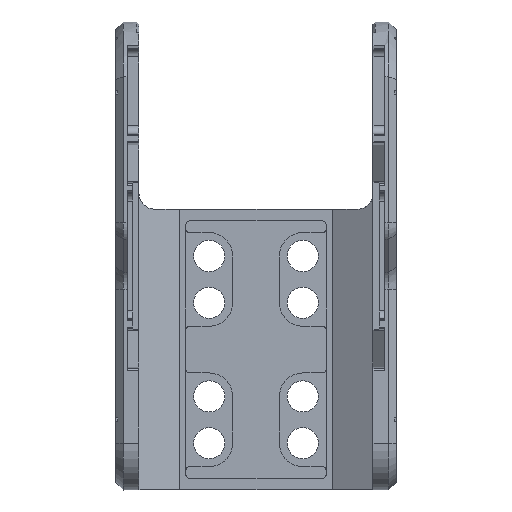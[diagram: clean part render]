
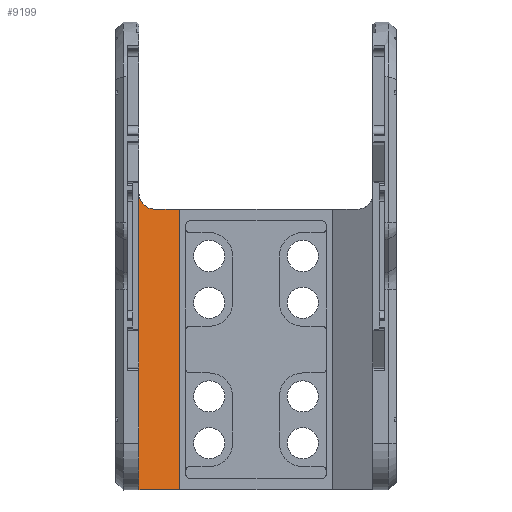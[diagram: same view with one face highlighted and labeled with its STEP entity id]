
A CAD part, front view. The second image highlights one B-rep face of the part: STEP entity #9199.
In plain terms, the highlighted planar face has unit normal (0.504, -0.864, 0).
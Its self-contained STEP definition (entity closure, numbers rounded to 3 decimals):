
#668 = VECTOR ( 'NONE', #11817, 1000. ) ;
#1098 = CARTESIAN_POINT ( 'NONE',  ( -9.802, 18., 27. ) ) ;
#1306 = DIRECTION ( 'NONE',  ( -0.864, -0.504, 0. ) ) ;
#1325 = VERTEX_POINT ( 'NONE', #5073 ) ;
#1378 = EDGE_LOOP ( 'NONE', ( #5396, #4599, #5748, #5323, #7957, #2565, #8662 ) ) ;
#1611 = CARTESIAN_POINT ( 'NONE',  ( -15., 14.968, 11.487 ) ) ;
#2145 = CARTESIAN_POINT ( 'NONE',  ( -9.802, 18., -9. ) ) ;
#2156 = VECTOR ( 'NONE', #5537, 1000. ) ;
#2296 = VECTOR ( 'NONE', #13880, 1000. ) ;
#2522 = CARTESIAN_POINT ( 'NONE',  ( -13., 16.135, 27. ) ) ;
#2565 = ORIENTED_EDGE ( 'NONE', *, *, #9352, .T. ) ;
#2677 = EDGE_CURVE ( 'NONE', #5098, #3499, #2709, .T. ) ;
#2709 = LINE ( 'NONE', #3311, #668 ) ;
#2805 = CARTESIAN_POINT ( 'NONE',  ( -9.802, 18., -9. ) ) ;
#3311 = CARTESIAN_POINT ( 'NONE',  ( -9.802, 18., -9. ) ) ;
#3499 = VERTEX_POINT ( 'NONE', #8531 ) ;
#3548 = CARTESIAN_POINT ( 'NONE',  ( -9.802, 18., 27. ) ) ;
#3926 = DIRECTION ( 'NONE',  ( 0., 0., 1. ) ) ;
#4027 = VECTOR ( 'NONE', #3926, 1000. ) ;
#4332 = LINE ( 'NONE', #1098, #11254 ) ;
#4599 = ORIENTED_EDGE ( 'NONE', *, *, #13509, .T. ) ;
#4644 = CARTESIAN_POINT ( 'NONE',  ( -13., 16.135, 27. ) ) ;
#4757 =( BOUNDED_CURVE ( )  B_SPLINE_CURVE ( 3, ( #2522, #13364, #4908, #6839 ),
 .UNSPECIFIED., .F., .F. ) 
 B_SPLINE_CURVE_WITH_KNOTS ( ( 4, 4 ),
 ( 4.712, 6.283 ),
 .UNSPECIFIED. ) 
 CURVE ( )  GEOMETRIC_REPRESENTATION_ITEM ( )  RATIONAL_B_SPLINE_CURVE ( ( 1., 0.805, 0.805, 1. ) ) 
 REPRESENTATION_ITEM ( '' )  );
#4908 = CARTESIAN_POINT ( 'NONE',  ( -15., 14.968, 27.828 ) ) ;
#5044 = CARTESIAN_POINT ( 'NONE',  ( -15., 14.968, 6.756 ) ) ;
#5073 = CARTESIAN_POINT ( 'NONE',  ( -15., 14.968, 29. ) ) ;
#5098 = VERTEX_POINT ( 'NONE', #2145 ) ;
#5112 = DIRECTION ( 'NONE',  ( 0.864, 0.504, 0. ) ) ;
#5193 = CARTESIAN_POINT ( 'NONE',  ( -9.802, 18., -9. ) ) ;
#5323 = ORIENTED_EDGE ( 'NONE', *, *, #2677, .F. ) ;
#5396 = ORIENTED_EDGE ( 'NONE', *, *, #12109, .T. ) ;
#5537 = DIRECTION ( 'NONE',  ( 0., 0., 1. ) ) ;
#5648 = VERTEX_POINT ( 'NONE', #4644 ) ;
#5748 = ORIENTED_EDGE ( 'NONE', *, *, #8082, .F. ) ;
#5806 = EDGE_CURVE ( 'NONE', #5098, #6452, #7198, .T. ) ;
#6438 = DIRECTION ( 'NONE',  ( 0., 0., -1. ) ) ;
#6452 = VERTEX_POINT ( 'NONE', #3548 ) ;
#6504 = LINE ( 'NONE', #11823, #10401 ) ;
#6839 = CARTESIAN_POINT ( 'NONE',  ( -15., 14.968, 29. ) ) ;
#7182 = PLANE ( 'NONE',  #7615 ) ;
#7198 = LINE ( 'NONE', #2805, #4027 ) ;
#7615 = AXIS2_PLACEMENT_3D ( 'NONE', #5193, #11649, #5112 ) ;
#7677 = LINE ( 'NONE', #11999, #2156 ) ;
#7780 = EDGE_CURVE ( 'NONE', #5648, #1325, #4757, .T. ) ;
#7957 = ORIENTED_EDGE ( 'NONE', *, *, #5806, .T. ) ;
#7991 = VERTEX_POINT ( 'NONE', #5044 ) ;
#8082 = EDGE_CURVE ( 'NONE', #3499, #7991, #7677, .T. ) ;
#8531 = CARTESIAN_POINT ( 'NONE',  ( -15., 14.968, -9. ) ) ;
#8662 = ORIENTED_EDGE ( 'NONE', *, *, #7780, .T. ) ;
#9136 = VERTEX_POINT ( 'NONE', #1611 ) ;
#9199 = ADVANCED_FACE ( 'NONE', ( #11588 ), #7182, .T. ) ;
#9352 = EDGE_CURVE ( 'NONE', #6452, #5648, #4332, .T. ) ;
#9414 = LINE ( 'NONE', #10547, #2296 ) ;
#10401 = VECTOR ( 'NONE', #6438, 1000. ) ;
#10547 = CARTESIAN_POINT ( 'NONE',  ( -15., 14.968, -9. ) ) ;
#11254 = VECTOR ( 'NONE', #1306, 1000. ) ;
#11588 = FACE_OUTER_BOUND ( 'NONE', #1378, .T. ) ;
#11649 = DIRECTION ( 'NONE',  ( 0.504, -0.864, 0. ) ) ;
#11817 = DIRECTION ( 'NONE',  ( -0.864, -0.504, 0. ) ) ;
#11823 = CARTESIAN_POINT ( 'NONE',  ( -15., 14.968, -9. ) ) ;
#11999 = CARTESIAN_POINT ( 'NONE',  ( -15., 14.968, 0. ) ) ;
#12109 = EDGE_CURVE ( 'NONE', #1325, #9136, #6504, .T. ) ;
#13364 = CARTESIAN_POINT ( 'NONE',  ( -14.172, 15.451, 27. ) ) ;
#13509 = EDGE_CURVE ( 'NONE', #9136, #7991, #9414, .T. ) ;
#13880 = DIRECTION ( 'NONE',  ( 0., 0., -1. ) ) ;
